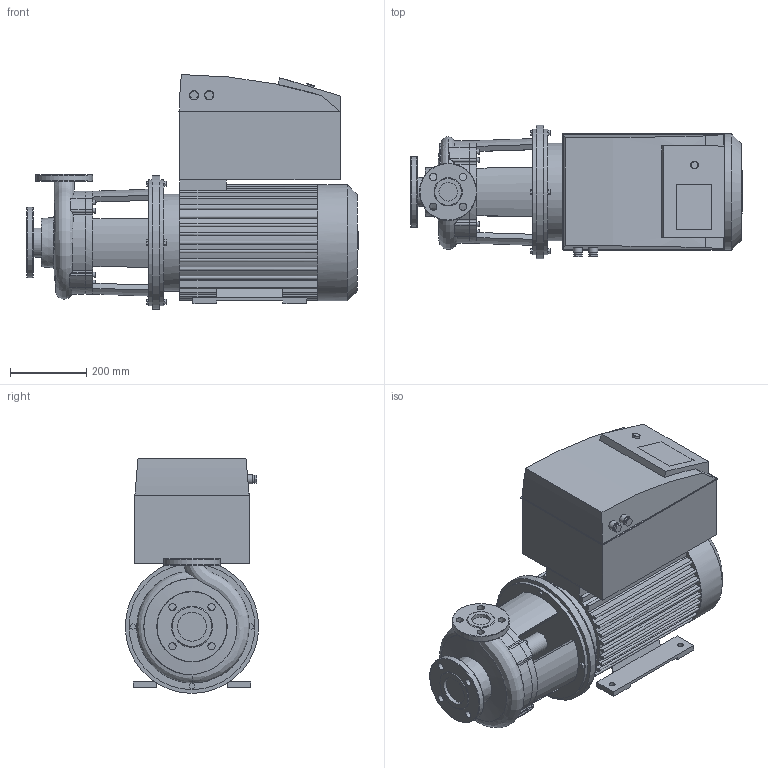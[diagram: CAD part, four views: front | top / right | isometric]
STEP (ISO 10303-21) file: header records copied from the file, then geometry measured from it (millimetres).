
FILE_DESCRIPTION(/* description */ (''),/* implementation_level */ '2;1');
FILE_NAME(/* name */ '3d_BL-E40_210-11_2-R1-2189979.stp',/* time_stamp */ '2017-11-06T15:12:45+01:00',/* author */ ('Andrzej'),/* organization */ (''),/* preprocessor_version */ 'ST-DEVELOPER v16.13',/* originating_system */ 'AutoCAD Mechanical',/* authorisation */ '');
FILE_SCHEMA (('AUTOMOTIVE_DESIGN { 1 0 10303 214 3 1 1 }'));
Length unit declared in the file: millimetre
Products named in the file (1): Product
Bounding box: 871 x 350 x 616 mm (x, y, z)
Volume: 78598365.9 mm3; surface area: 2683375.6 mm2
Topology: 13 solids, 13 shells, 579 faces, 1482 edges, 962 vertices
Faces by surface type: plane 365, cylinder 163, bspline 33, cone 10, torus 8
Full cylindrical faces by diameter (mm): 8 x4, 9 x4, 13 x4, 15 x4, 19 x8, 20 x3, 24 x2, 48.3 x1, 50 x1, 76.1 x2, 150 x1, 185 x1, 255 x1, 305 x1, 330 x2, 350 x1
Entity records: 21234 total; most frequent: CARTESIAN_POINT 7193, DIRECTION 2859, ORIENTED_EDGE 2844, EDGE_CURVE 1422, AXIS2_PLACEMENT_3D 978, VERTEX_POINT 956, LINE 903, VECTOR 903
